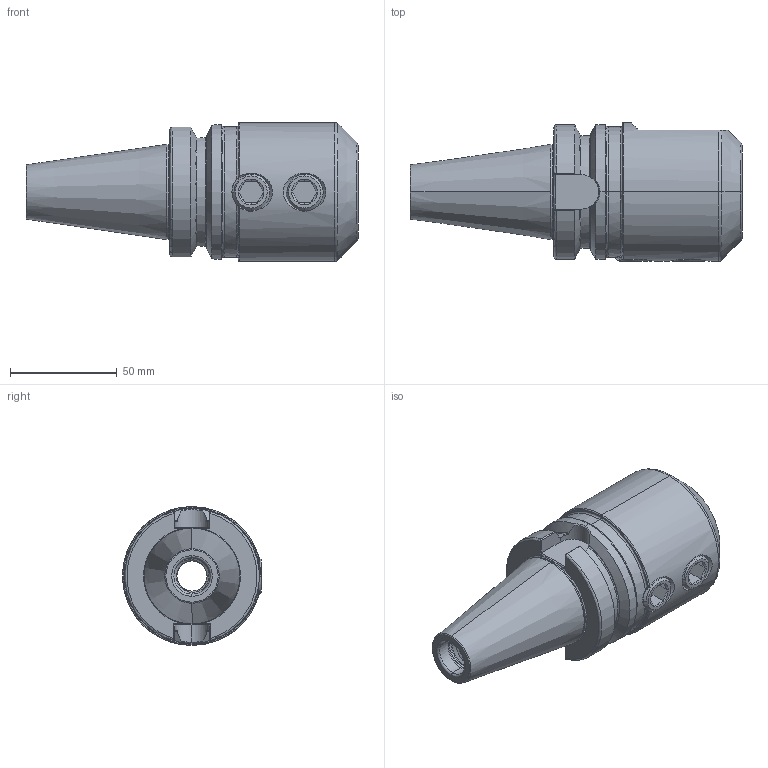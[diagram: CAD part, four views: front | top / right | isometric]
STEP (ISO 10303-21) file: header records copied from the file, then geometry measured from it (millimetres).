
FILE_DESCRIPTION (( 'STEP AP203' ), '1' );
FILE_NAME ('405.04.25.STEP', '2016-08-01T08:58:04', ( '' ), ( '' ), 'SwSTEP 2.0', 'SolidWorks 2012', '' );
FILE_SCHEMA (( 'CONFIG_CONTROL_DESIGN' ));
Length unit declared in the file: millimetre
Products named in the file (3): 405.04.25; 側固18_M18x2_20L
Assembly tree (3 placements, depth 2):
  405.04.25
    405.04.25
    側固18_M18x2_20L  x2
Bounding box: 155.4 x 65 x 65 mm (x, y, z)
Volume: 279033.5 mm3; surface area: 48311.1 mm2
Topology: 3 solids, 3 shells, 280 faces, 753 edges, 479 vertices
Faces by surface type: cylinder 121, plane 52, cone 44, torus 33, bspline 30
Entity records: 22584 total; most frequent: CARTESIAN_POINT 17034, ORIENTED_EDGE 1294, DIRECTION 894, EDGE_CURVE 647, VERTEX_POINT 412, AXIS2_PLACEMENT_3D 352, EDGE_LOOP 249, FACE_OUTER_BOUND 241
